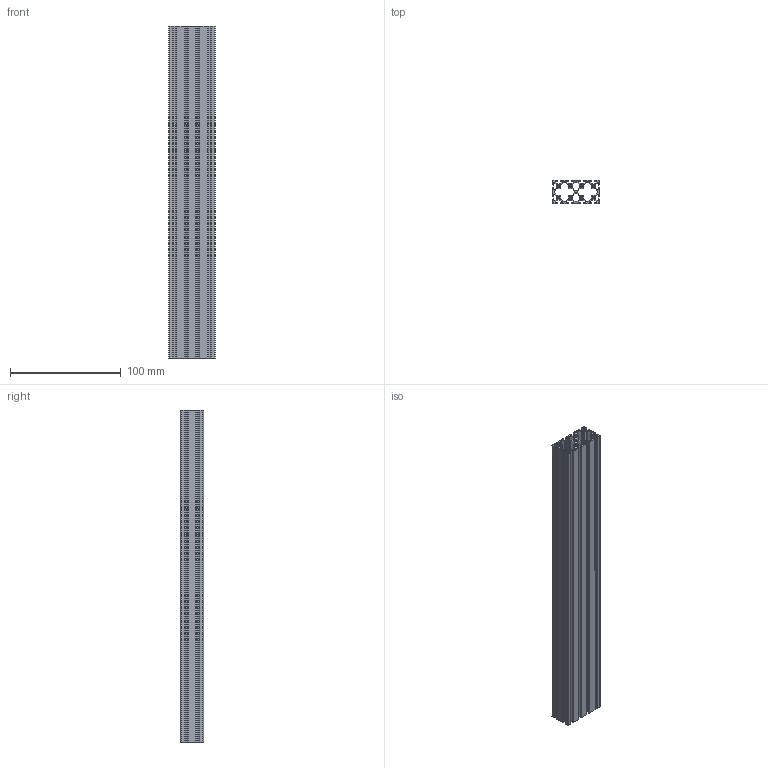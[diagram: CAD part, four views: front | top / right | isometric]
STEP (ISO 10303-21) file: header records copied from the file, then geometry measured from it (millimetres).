
FILE_DESCRIPTION(/* description */ (''),/* implementation_level */ '2;1');
FILE_NAME(/* name */ '8020_4020 v1 v2.step',/* time_stamp */ '2023-03-01T11:13:52-05:00',/* author */ (''),/* organization */ (''),/* preprocessor_version */ 'ST-DEVELOPER v19.2',/* originating_system */ 'Autodesk Translation Framework v11.17.0.187',/* authorisation */ '');
FILE_SCHEMA (('AUTOMOTIVE_DESIGN { 1 0 10303 214 3 1 1 }'));
Length unit declared in the file: inch
Products named in the file (1): 8020_4020 v1
Bounding box: 41.66 x 20.83 x 299.72 mm (x, y, z)
Volume: 72394.7 mm3; surface area: 149251.2 mm2
Topology: 1 solids, 1 shells, 370 faces, 1104 edges, 736 vertices
Faces by surface type: plane 186, cylinder 184
Entity records: 12626 total; most frequent: DIRECTION 2214, CARTESIAN_POINT 2211, ORIENTED_EDGE 2208, EDGE_CURVE 1104, AXIS2_PLACEMENT_3D 739, LINE 736, VECTOR 736, VERTEX_POINT 736
